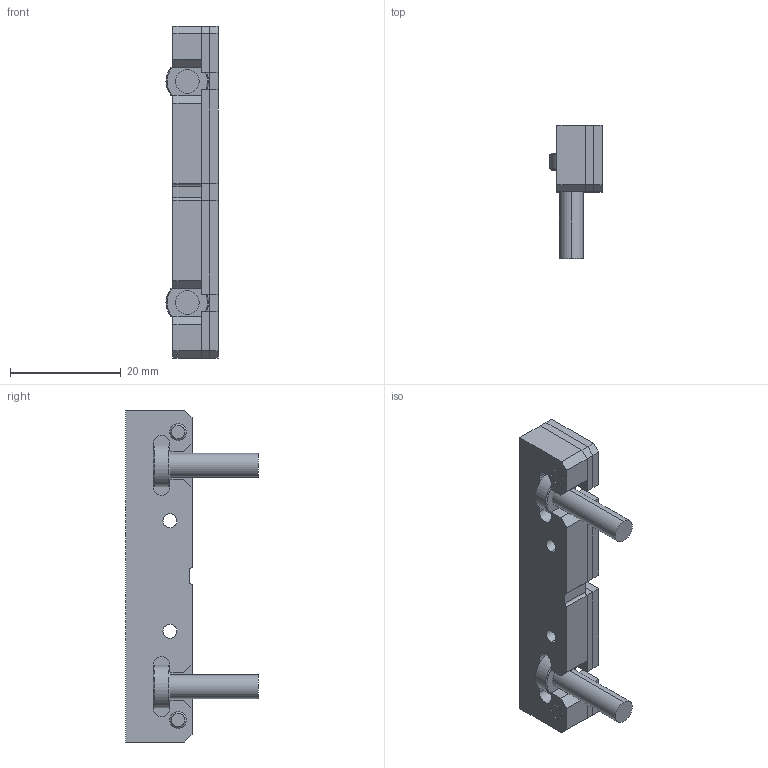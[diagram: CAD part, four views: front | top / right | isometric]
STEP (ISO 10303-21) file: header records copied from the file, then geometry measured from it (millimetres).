
FILE_DESCRIPTION (( 'STEP AP203' ), '1' );
FILE_NAME ('294f.STEP', '2023-01-11T08:55:51', ( '' ), ( '' ), 'SwSTEP 2.0', 'SolidWorks 2019', '' );
FILE_SCHEMA (( 'CONFIG_CONTROL_DESIGN' ));
Length unit declared in the file: millimetre
Products named in the file (5): Pin_60 8502252674c534a27c0b8c5c8d2f6de0; Lamellar_Gas_Vent_ISGL60 8502252674c534a27c0b8c5c8d2f6de0; Bolt_60 8502252674c534a27c0b8c5c8d2f6de0; Lamela_60 8502252674c534a27c0b8c5c8d2f6de0; 294f
Assembly tree (7 placements, depth 2):
  294f
    Lamellar_Gas_Vent_ISGL60 8502252674c534a27c0b8c5c8d2f6de0
    Lamela_60 8502252674c534a27c0b8c5c8d2f6de0  x2
    Bolt_60 8502252674c534a27c0b8c5c8d2f6de0  x2
    Pin_60 8502252674c534a27c0b8c5c8d2f6de0  x2
Bounding box: 9.41 x 24 x 60 mm (x, y, z)
Volume: 5691.3 mm3; surface area: 6352.3 mm2
Topology: 7 solids, 7 shells, 184 faces, 488 edges, 320 vertices
Faces by surface type: plane 100, cylinder 68, cone 16
Entity records: 4197 total; most frequent: DIRECTION 642, CARTESIAN_POINT 627, ORIENTED_EDGE 608, EDGE_CURVE 304, AXIS2_PLACEMENT_3D 215, VECTOR 212, LINE 212, VERTEX_POINT 200
